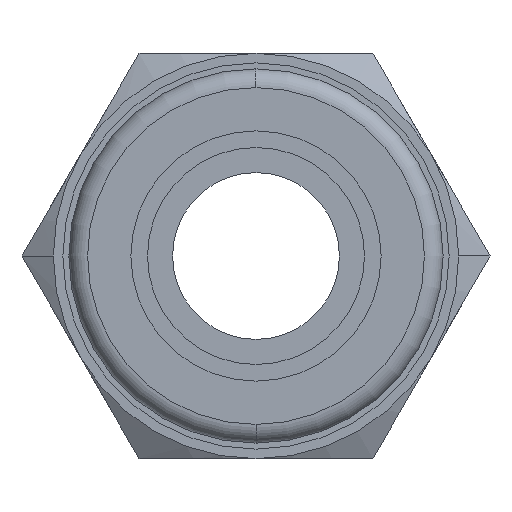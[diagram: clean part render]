
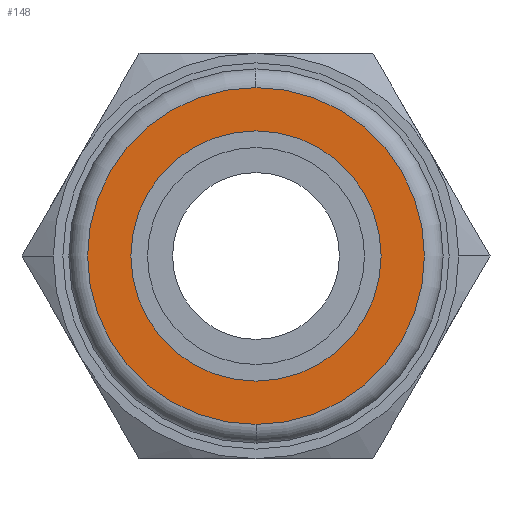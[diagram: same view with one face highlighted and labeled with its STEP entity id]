
A CAD part, front view. The second image highlights one B-rep face of the part: STEP entity #148.
In plain terms, the highlighted planar face has unit normal (0, -1, 0).
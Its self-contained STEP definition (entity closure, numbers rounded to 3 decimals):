
#148=ADVANCED_FACE('',(#330,#331),#332,.T.);
#330=FACE_BOUND('',#549,.T.);
#331=FACE_OUTER_BOUND('',#550,.T.);
#332=PLANE('',#551);
#549=EDGE_LOOP('',(#916,#917));
#550=EDGE_LOOP('',(#918,#919,#920));
#551=AXIS2_PLACEMENT_3D('',#921,#922,#923);
#916=ORIENTED_EDGE('',*,*,#1344,.T.);
#917=ORIENTED_EDGE('',*,*,#1345,.T.);
#918=ORIENTED_EDGE('',*,*,#1250,.F.);
#919=ORIENTED_EDGE('',*,*,#1249,.F.);
#920=ORIENTED_EDGE('',*,*,#1346,.F.);
#921=CARTESIAN_POINT('',(3.533,0.0,0.0));
#922=DIRECTION('',(-0.0,-1.0,-0.0));
#923=DIRECTION('',(-1.0,0.0,0.0));
#1249=EDGE_CURVE('',#1481,#1484,#1485,.T.);
#1250=EDGE_CURVE('',#1484,#1486,#1487,.T.);
#1344=EDGE_CURVE('',#1625,#1626,#1627,.T.);
#1345=EDGE_CURVE('',#1626,#1625,#1628,.T.);
#1346=EDGE_CURVE('',#1486,#1481,#1629,.T.);
#1481=VERTEX_POINT('',#1861);
#1484=VERTEX_POINT('',#1864);
#1485=CIRCLE('',#1865,7.065);
#1486=VERTEX_POINT('',#1866);
#1487=CIRCLE('',#1867,7.065);
#1625=VERTEX_POINT('',#2176);
#1626=VERTEX_POINT('',#2177);
#1627=CIRCLE('',#2178,5.25);
#1628=CIRCLE('',#2179,5.25);
#1629=CIRCLE('',#2180,7.065);
#1861=CARTESIAN_POINT('',(0.,0.0,7.065));
#1864=CARTESIAN_POINT('',(7.065,0.0,0.0));
#1865=AXIS2_PLACEMENT_3D('',#2347,#2348,#2349);
#1866=CARTESIAN_POINT('',(0.,0.0,-7.065));
#1867=AXIS2_PLACEMENT_3D('',#2350,#2351,#2352);
#2176=CARTESIAN_POINT('',(-5.25,0.0,0.));
#2177=CARTESIAN_POINT('',(5.25,0.0,0.));
#2178=AXIS2_PLACEMENT_3D('',#2490,#2491,#2492);
#2179=AXIS2_PLACEMENT_3D('',#2493,#2494,#2495);
#2180=AXIS2_PLACEMENT_3D('',#2496,#2497,#2498);
#2347=CARTESIAN_POINT('',(0.0,0.0,0.0));
#2348=DIRECTION('',(-0.0,1.0,0.0));
#2349=DIRECTION('',(1.0,0.0,0.0));
#2350=CARTESIAN_POINT('',(0.0,0.0,0.0));
#2351=DIRECTION('',(-0.0,1.0,0.0));
#2352=DIRECTION('',(1.0,0.0,0.0));
#2490=CARTESIAN_POINT('',(0.0,0.0,0.0));
#2491=DIRECTION('',(-0.0,1.0,0.0));
#2492=DIRECTION('',(1.0,0.0,0.0));
#2493=CARTESIAN_POINT('',(0.0,0.0,0.0));
#2494=DIRECTION('',(-0.0,1.0,0.0));
#2495=DIRECTION('',(1.0,0.0,0.0));
#2496=CARTESIAN_POINT('',(0.0,0.0,0.0));
#2497=DIRECTION('',(-0.0,1.0,0.0));
#2498=DIRECTION('',(1.0,0.0,0.0));
